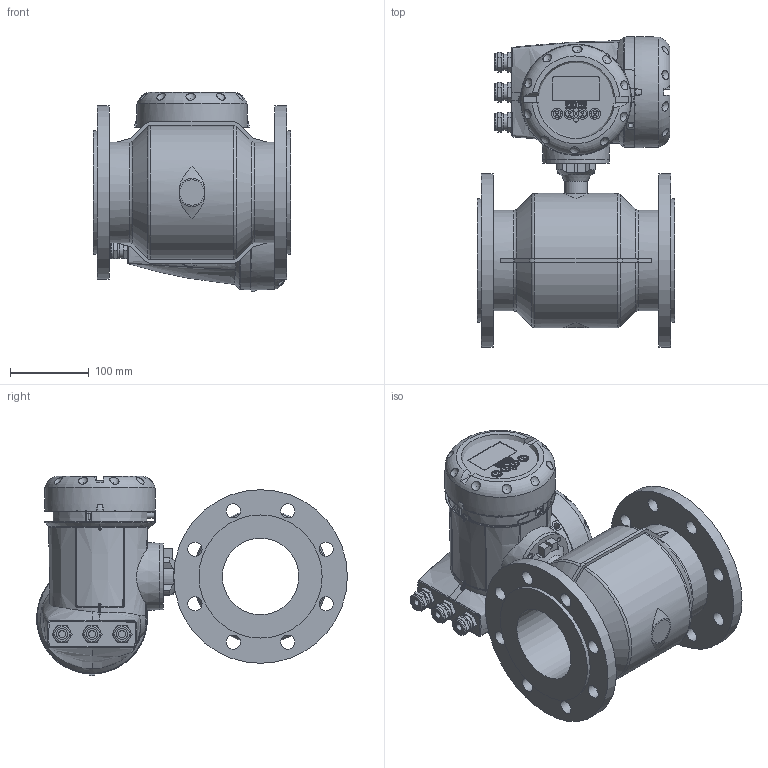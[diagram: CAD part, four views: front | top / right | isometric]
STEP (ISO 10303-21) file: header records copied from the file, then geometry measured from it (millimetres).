
FILE_DESCRIPTION (( 'STEP AP203' ), '1' );
FILE_NAME ('KROHNE_OPTIFLUX_2-4300C-WATERFLUX_3300C_DIN2633_DN100_PN16.STEP', '2011-05-04T11:20:13', ( '' ), ( '' ), 'SwSTEP 2.0', 'SolidWorks 2010', '' );
FILE_SCHEMA (( 'CONFIG_CONTROL_DESIGN' ));
Length unit declared in the file: millimetre
Products named in the file (1): KROHNE_OPTIFLUX_2-4300C-WATERFLUX_3300C_DIN2633_DN100_PN16
Bounding box: 250 x 393.8 x 252.83 mm (x, y, z)
Surface area: 765695.4 mm2 (no closed solid volume)
Topology: 0 solids, 20 shells, 712 faces, 1811 edges, 1173 vertices
Faces by surface type: plane 333, bspline 147, cylinder 146, cone 59, torus 19, sphere 8
Full cylindrical faces by diameter (mm): 2 x2, 3.2 x2, 5.5 x1, 6.6 x8, 7.2 x2, 9 x3, 10 x4, 14 x7, 18 x16, 18.4 x3, 20 x3, 22 x6, 29 x1, 84 x2, 97 x1, 125 x2, 127.4 x2, 127.6 x2, 130 x2, 156 x2, 220 x2
Entity records: 40513 total; most frequent: CARTESIAN_POINT 25229, ORIENTED_EDGE 3165, DIRECTION 2787, EDGE_CURVE 1606, VERTEX_POINT 1097, AXIS2_PLACEMENT_3D 1057, EDGE_LOOP 944, FACE_OUTER_BOUND 794
